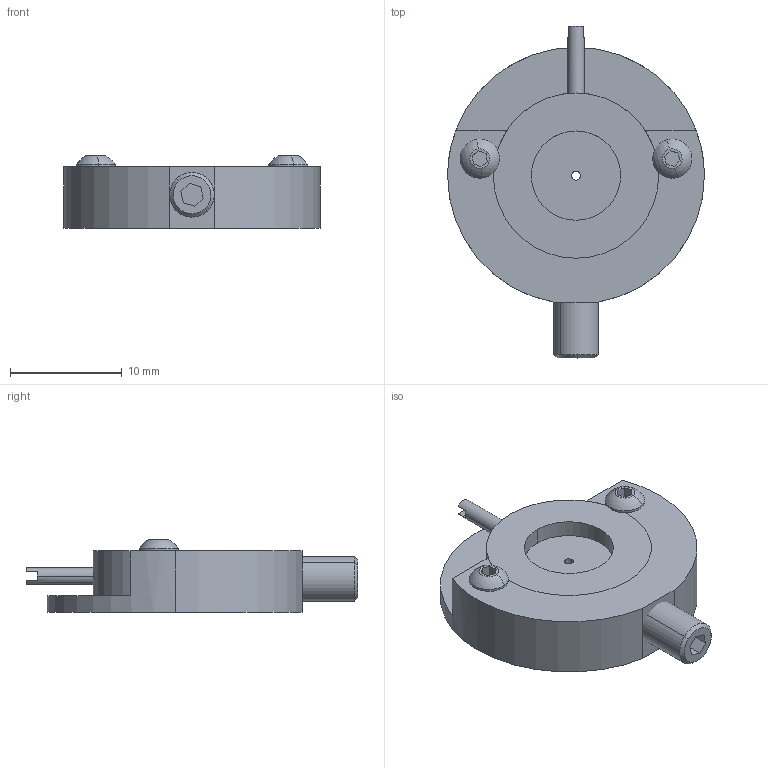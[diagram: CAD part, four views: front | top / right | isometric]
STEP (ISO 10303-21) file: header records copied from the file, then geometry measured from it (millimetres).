
FILE_DESCRIPTION (( 'STEP AP214' ), '1' );
FILE_NAME ('ID0808M.STEP', '2024-10-11T06:43:56', ( '' ), ( '' ), 'SwSTEP 2.0', 'SolidWorks 2024', '' );
FILE_SCHEMA (( 'AUTOMOTIVE_DESIGN' ));
Length unit declared in the file: millimetre
Products named in the file (1): ID0808M
Bounding box: 23 x 29.72 x 6.5 mm (x, y, z)
Volume: 1765 mm3; surface area: 2101.4 mm2
Topology: 5 solids, 5 shells, 91 faces, 207 edges, 132 vertices
Faces by surface type: plane 46, cylinder 33, cone 8, sphere 4
Entity records: 2630 total; most frequent: DIRECTION 467, CARTESIAN_POINT 457, ORIENTED_EDGE 406, EDGE_CURVE 203, AXIS2_PLACEMENT_3D 176, VERTEX_POINT 132, VECTOR 115, LINE 115
